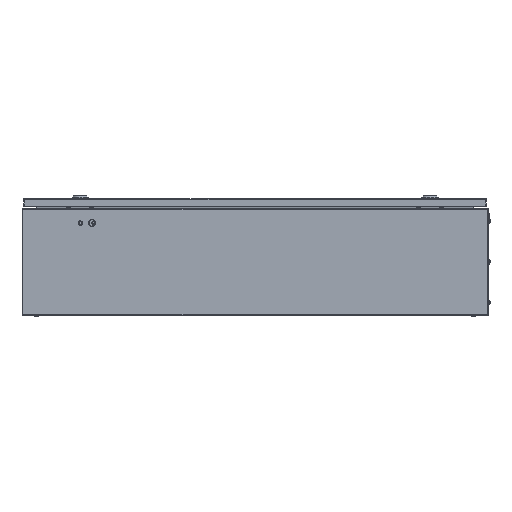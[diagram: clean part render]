
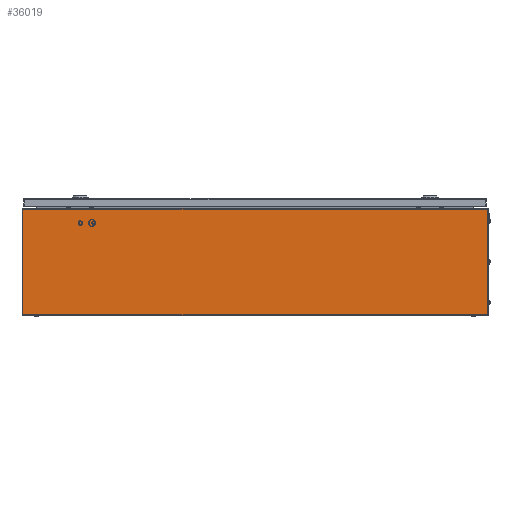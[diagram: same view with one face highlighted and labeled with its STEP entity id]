
A CAD part, left-side view. The second image highlights one B-rep face of the part: STEP entity #36019.
In plain terms, the highlighted planar face has unit normal (-1, 0, 0).
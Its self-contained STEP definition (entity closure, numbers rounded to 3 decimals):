
#671 = CARTESIAN_POINT ( 'NONE',  ( 0., 800., 183. ) ) ;
#3980 = LINE ( 'NONE', #26697, #21660 ) ;
#6947 = PLANE ( 'NONE',  #10068 ) ;
#7019 = CARTESIAN_POINT ( 'NONE',  ( 0., 800., 183. ) ) ;
#7092 = VECTOR ( 'NONE', #21127, 1000. ) ;
#9906 = VERTEX_POINT ( 'NONE', #30755 ) ;
#10068 = AXIS2_PLACEMENT_3D ( 'NONE', #18814, #29655, #13229 ) ;
#10963 = EDGE_LOOP ( 'NONE', ( #32731, #15675, #46296, #29972 ) ) ;
#13229 = DIRECTION ( 'NONE',  ( 0., 0., -1. ) ) ;
#15675 = ORIENTED_EDGE ( 'NONE', *, *, #48298, .F. ) ;
#15815 = LINE ( 'NONE', #61864, #29726 ) ;
#16880 = VERTEX_POINT ( 'NONE', #67207 ) ;
#17739 = FACE_OUTER_BOUND ( 'NONE', #10963, .T. ) ;
#18814 = CARTESIAN_POINT ( 'NONE',  ( 0., 0., 183. ) ) ;
#21127 = DIRECTION ( 'NONE',  ( 0., -1., 0. ) ) ;
#21660 = VECTOR ( 'NONE', #27811, 1000. ) ;
#21976 = EDGE_CURVE ( 'NONE', #9906, #16880, #15815, .T. ) ;
#23199 = EDGE_CURVE ( 'NONE', #33124, #25657, #48656, .T. ) ;
#23760 = DIRECTION ( 'NONE',  ( 0., 0., -1. ) ) ;
#25657 = VERTEX_POINT ( 'NONE', #70105 ) ;
#26697 = CARTESIAN_POINT ( 'NONE',  ( 0., 0., 183. ) ) ;
#27811 = DIRECTION ( 'NONE',  ( 0., 0., -1. ) ) ;
#29655 = DIRECTION ( 'NONE',  ( 1., 0., 0. ) ) ;
#29726 = VECTOR ( 'NONE', #67113, 1000. ) ;
#29972 = ORIENTED_EDGE ( 'NONE', *, *, #31381, .T. ) ;
#30755 = CARTESIAN_POINT ( 'NONE',  ( 0., 800., 0. ) ) ;
#31381 = EDGE_CURVE ( 'NONE', #33124, #9906, #56846, .T. ) ;
#32731 = ORIENTED_EDGE ( 'NONE', *, *, #21976, .T. ) ;
#33124 = VERTEX_POINT ( 'NONE', #671 ) ;
#36019 = ADVANCED_FACE ( 'NONE', ( #17739 ), #6947, .F. ) ;
#46296 = ORIENTED_EDGE ( 'NONE', *, *, #23199, .F. ) ;
#48295 = CARTESIAN_POINT ( 'NONE',  ( 0., 0., 183. ) ) ;
#48298 = EDGE_CURVE ( 'NONE', #25657, #16880, #3980, .T. ) ;
#48656 = LINE ( 'NONE', #48295, #7092 ) ;
#56846 = LINE ( 'NONE', #7019, #73306 ) ;
#61864 = CARTESIAN_POINT ( 'NONE',  ( 0., 0., 0. ) ) ;
#67113 = DIRECTION ( 'NONE',  ( 0., -1., 0. ) ) ;
#67207 = CARTESIAN_POINT ( 'NONE',  ( 0., 0., 0. ) ) ;
#70105 = CARTESIAN_POINT ( 'NONE',  ( 0., 0., 183. ) ) ;
#73306 = VECTOR ( 'NONE', #23760, 1000. ) ;
